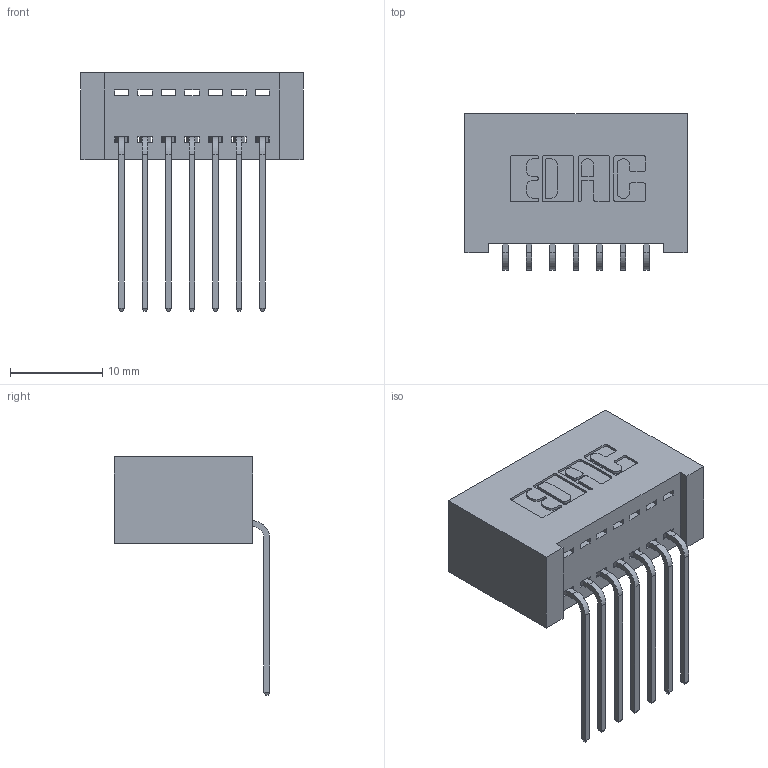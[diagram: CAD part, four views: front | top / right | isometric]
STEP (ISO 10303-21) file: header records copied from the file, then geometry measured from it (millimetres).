
FILE_DESCRIPTION (( 'STEP AP203' ), '1' );
FILE_NAME ('392-007-559-101.STEP', '2019-10-04T23:39:53', ( '' ), ( '' ), 'SwSTEP 2.0', 'SolidWorks 2016', '' );
FILE_SCHEMA (( 'CONFIG_CONTROL_DESIGN' ));
Length unit declared in the file: inch
Products named in the file (3): 345-292-001_558 559 Tail - 1; 392-007-559-101; 342 Part_Lugless
Assembly tree (8 placements, depth 2):
  392-007-559-101
    342 Part_Lugless
    345-292-001_558 559 Tail - 1  x7
Bounding box: 24.03 x 16.83 x 25.78 mm (x, y, z)
Volume: 2410.2 mm3; surface area: 3341.5 mm2
Topology: 8 solids, 8 shells, 522 faces, 1549 edges, 1022 vertices
Faces by surface type: plane 370, cylinder 152
Entity records: 8481 total; most frequent: CARTESIAN_POINT 1475, ORIENTED_EDGE 1418, DIRECTION 1307, EDGE_CURVE 709, LINE 589, VECTOR 589, VERTEX_POINT 470, AXIS2_PLACEMENT_3D 359
